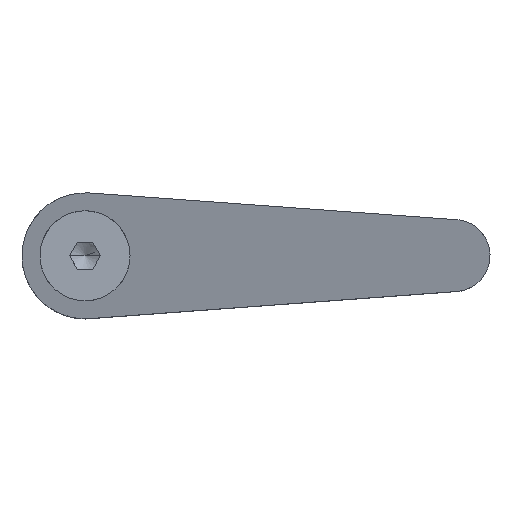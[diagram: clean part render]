
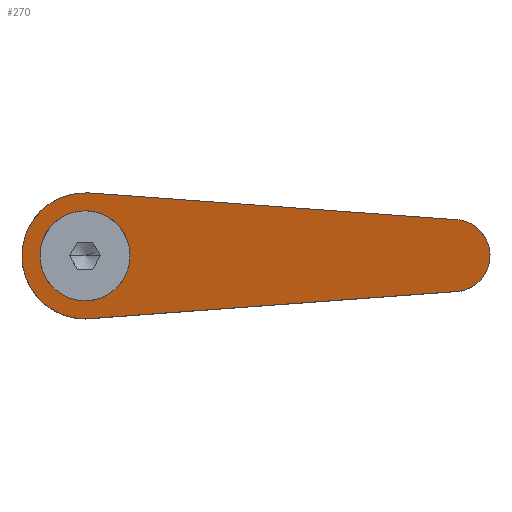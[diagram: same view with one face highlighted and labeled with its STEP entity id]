
A CAD part, top view. The second image highlights one B-rep face of the part: STEP entity #270.
In plain terms, the highlighted planar face has unit normal (-0.28, 0, 0.96).
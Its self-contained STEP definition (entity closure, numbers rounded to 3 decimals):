
#202=VERTEX_POINT('',#552);
#214=EDGE_CURVE('',#396,#320,#566,.T.);
#236=EDGE_CURVE('',#320,#202,#590,.T.);
#270=ADVANCED_FACE('',(#630,#631),#632,.F.);
#302=VERTEX_POINT('',#667);
#312=VERTEX_POINT('',#677);
#320=VERTEX_POINT('',#687);
#336=VERTEX_POINT('',#703);
#386=VERTEX_POINT('',#758);
#396=VERTEX_POINT('',#769);
#404=EDGE_CURVE('',#336,#386,#777,.T.);
#436=EDGE_CURVE('',#312,#336,#813,.T.);
#472=EDGE_CURVE('',#302,#312,#854,.T.);
#486=EDGE_CURVE('',#202,#396,#872,.T.);
#492=EDGE_CURVE('',#386,#512,#878,.T.);
#508=EDGE_CURVE('',#512,#302,#894,.T.);
#512=VERTEX_POINT('',#898);
#552=CARTESIAN_POINT('',(-1.548,-4.754,42.092));
#566=ELLIPSE('',#965,5.209,5.0);
#590=ELLIPSE('',#1007,5.209,5.0);
#630=FACE_OUTER_BOUND('',#1083,.T.);
#631=FACE_BOUND('',#1084,.T.);
#632=PLANE('',#1085);
#667=CARTESIAN_POINT('',(0.512,6.981,42.694));
#677=CARTESIAN_POINT('',(-7.,0.,40.5));
#687=CARTESIAN_POINT('',(0.,5.0,42.545));
#703=CARTESIAN_POINT('',(0.512,-6.981,42.694));
#758=CARTESIAN_POINT('',(41.293,-3.989,54.606));
#769=CARTESIAN_POINT('',(0.,-5.0,42.545));
#777=LINE('',#1300,#1301);
#813=ELLIPSE('',#1353,7.293,7.0);
#854=ELLIPSE('',#1404,7.293,7.0);
#872=ELLIPSE('',#1424,5.209,5.0);
#878=ELLIPSE('',#1432,4.167,4.);
#894=LINE('',#1459,#1460);
#898=CARTESIAN_POINT('',(41.293,3.989,54.606));
#965=AXIS2_PLACEMENT_3D('',#1516,#1517,#1518);
#1007=AXIS2_PLACEMENT_3D('',#1541,#1542,#1543);
#1083=EDGE_LOOP('',(#1594,#1595,#1596,#1597,#1598));
#1084=EDGE_LOOP('',(#1599,#1600,#1601));
#1085=AXIS2_PLACEMENT_3D('',#1602,#1603,#1604);
#1300=CARTESIAN_POINT('',(44.068,-3.786,55.417));
#1301=VECTOR('',#1733,1.0);
#1353=AXIS2_PLACEMENT_3D('',#1772,#1773,#1774);
#1404=AXIS2_PLACEMENT_3D('',#1831,#1832,#1833);
#1424=AXIS2_PLACEMENT_3D('',#1870,#1871,#1872);
#1432=AXIS2_PLACEMENT_3D('',#1876,#1877,#1878);
#1459=CARTESIAN_POINT('',(25.273,5.165,49.927));
#1460=VECTOR('',#1889,1.0);
#1516=CARTESIAN_POINT('',(0.0,0.0,42.545));
#1517=DIRECTION('',(-0.28,0.,0.96));
#1518=DIRECTION('',(-0.96,0.0,-0.28));
#1541=CARTESIAN_POINT('',(0.0,0.0,42.545));
#1542=DIRECTION('',(-0.28,0.,0.96));
#1543=DIRECTION('',(-0.96,0.0,-0.28));
#1594=ORIENTED_EDGE('',*,*,#472,.T.);
#1595=ORIENTED_EDGE('',*,*,#436,.T.);
#1596=ORIENTED_EDGE('',*,*,#404,.T.);
#1597=ORIENTED_EDGE('',*,*,#492,.T.);
#1598=ORIENTED_EDGE('',*,*,#508,.T.);
#1599=ORIENTED_EDGE('',*,*,#486,.F.);
#1600=ORIENTED_EDGE('',*,*,#236,.F.);
#1601=ORIENTED_EDGE('',*,*,#214,.F.);
#1602=CARTESIAN_POINT('',(19.395,0.,48.21));
#1603=DIRECTION('',(0.28,0.,-0.96));
#1604=DIRECTION('',(0.269,0.96,0.079));
#1733=DIRECTION('',(0.958,0.07,0.28));
#1772=CARTESIAN_POINT('',(0.,0.,42.545));
#1773=DIRECTION('',(-0.28,0.,0.96));
#1774=DIRECTION('',(-0.96,0.,-0.28));
#1831=CARTESIAN_POINT('',(0.,0.,42.545));
#1832=DIRECTION('',(-0.28,0.,0.96));
#1833=DIRECTION('',(-0.96,0.,-0.28));
#1870=CARTESIAN_POINT('',(0.0,0.0,42.545));
#1871=DIRECTION('',(-0.28,0.,0.96));
#1872=DIRECTION('',(-0.96,0.0,-0.28));
#1876=CARTESIAN_POINT('',(41.0,0.0,54.521));
#1877=DIRECTION('',(-0.28,0.,0.96));
#1878=DIRECTION('',(0.96,0.,0.28));
#1889=DIRECTION('',(-0.958,0.07,-0.28));
